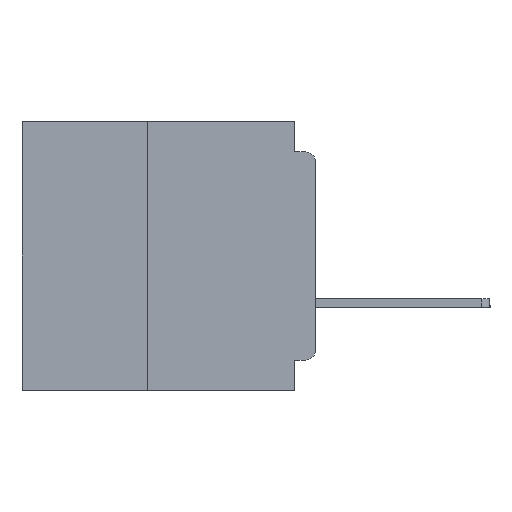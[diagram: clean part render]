
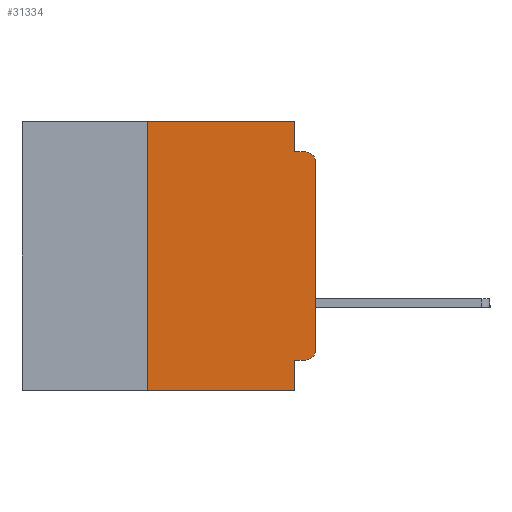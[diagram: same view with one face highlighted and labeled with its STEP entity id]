
A CAD part, left-side view. The second image highlights one B-rep face of the part: STEP entity #31334.
In plain terms, the highlighted planar face has unit normal (-1, 0, 0).
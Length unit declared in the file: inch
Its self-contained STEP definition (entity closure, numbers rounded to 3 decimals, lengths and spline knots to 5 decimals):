
#652 = ORIENTED_EDGE ( 'NONE', *, *, #22656, .T. ) ;
#657 = EDGE_CURVE ( 'NONE', #11108, #7114, #7098, .T. ) ;
#1109 = VERTEX_POINT ( 'NONE', #11198 ) ;
#1620 = CARTESIAN_POINT ( 'NONE',  ( 0., 0., -0.06 ) ) ;
#2787 = PLANE ( 'NONE',  #11406 ) ;
#2854 = ORIENTED_EDGE ( 'NONE', *, *, #35340, .T. ) ;
#3092 = VERTEX_POINT ( 'NONE', #4955 ) ;
#3255 = ORIENTED_EDGE ( 'NONE', *, *, #11284, .F. ) ;
#4002 = VECTOR ( 'NONE', #31586, 39.37008 ) ;
#4069 = VECTOR ( 'NONE', #25189, 39.37008 ) ;
#4390 = VERTEX_POINT ( 'NONE', #24930 ) ;
#4688 = CIRCLE ( 'NONE', #19292, 0.015 ) ;
#4955 = CARTESIAN_POINT ( 'NONE',  ( 0., 0., -0.34 ) ) ;
#5060 = EDGE_CURVE ( 'NONE', #3092, #11108, #33883, .T. ) ;
#5455 = VERTEX_POINT ( 'NONE', #21587 ) ;
#5585 = DIRECTION ( 'NONE',  ( 0., 0., -1. ) ) ;
#6055 = CARTESIAN_POINT ( 'NONE',  ( 0., 0.031, -0.045 ) ) ;
#6341 = VERTEX_POINT ( 'NONE', #6055 ) ;
#6376 = CARTESIAN_POINT ( 'NONE',  ( 0., 0.015, -0.045 ) ) ;
#6382 = VECTOR ( 'NONE', #14474, 39.37008 ) ;
#7098 = CIRCLE ( 'NONE', #19012, 0.015 ) ;
#7114 = VERTEX_POINT ( 'NONE', #6376 ) ;
#8467 = DIRECTION ( 'NONE',  ( 0., 0., -1. ) ) ;
#9077 = EDGE_LOOP ( 'NONE', ( #29477, #34627, #23207, #3255, #13311, #20243, #2854, #13666, #30379, #652 ) ) ;
#9579 = CARTESIAN_POINT ( 'NONE',  ( 0., 0.25, -0.4 ) ) ;
#10396 = LINE ( 'NONE', #35795, #30599 ) ;
#10591 = CARTESIAN_POINT ( 'NONE',  ( 0., 0.25, 0. ) ) ;
#11108 = VERTEX_POINT ( 'NONE', #1620 ) ;
#11198 = CARTESIAN_POINT ( 'NONE',  ( 0., 0.031, 0. ) ) ;
#11284 = EDGE_CURVE ( 'NONE', #1109, #6341, #21036, .T. ) ;
#11406 = AXIS2_PLACEMENT_3D ( 'NONE', #22247, #24973, #8467 ) ;
#11927 = EDGE_CURVE ( 'NONE', #6341, #7114, #34219, .T. ) ;
#13311 = ORIENTED_EDGE ( 'NONE', *, *, #20393, .F. ) ;
#13613 = CARTESIAN_POINT ( 'NONE',  ( 0., 0.015, -0.34 ) ) ;
#13666 = ORIENTED_EDGE ( 'NONE', *, *, #30669, .F. ) ;
#13826 = DIRECTION ( 'NONE',  ( 0., 0., -1. ) ) ;
#13834 = DIRECTION ( 'NONE',  ( -1., 0., 0. ) ) ;
#14474 = DIRECTION ( 'NONE',  ( 0., 0., 1. ) ) ;
#16310 = DIRECTION ( 'NONE',  ( 0., 0., -1. ) ) ;
#16409 = DIRECTION ( 'NONE',  ( 0., 0., -1. ) ) ;
#16989 = CARTESIAN_POINT ( 'NONE',  ( 0., 0.437, 0. ) ) ;
#17030 = CARTESIAN_POINT ( 'NONE',  ( 0., 0., -0.355 ) ) ;
#17312 = DIRECTION ( 'NONE',  ( 0., -1., 0. ) ) ;
#17831 = CARTESIAN_POINT ( 'NONE',  ( 0., 0.25, -0.4 ) ) ;
#18364 = CARTESIAN_POINT ( 'NONE',  ( 0., 0.015, -0.06 ) ) ;
#19012 = AXIS2_PLACEMENT_3D ( 'NONE', #18364, #13834, #13826 ) ;
#19292 = AXIS2_PLACEMENT_3D ( 'NONE', #13613, #32825, #16409 ) ;
#19432 = EDGE_CURVE ( 'NONE', #34877, #32316, #33325, .T. ) ;
#19688 = LINE ( 'NONE', #17030, #4069 ) ;
#19741 = CARTESIAN_POINT ( 'NONE',  ( 0., 0., -0.045 ) ) ;
#19766 = DIRECTION ( 'NONE',  ( 0., -1., 0. ) ) ;
#20243 = ORIENTED_EDGE ( 'NONE', *, *, #19432, .F. ) ;
#20393 = EDGE_CURVE ( 'NONE', #32316, #1109, #35417, .T. ) ;
#21036 = LINE ( 'NONE', #32727, #27413 ) ;
#21587 = CARTESIAN_POINT ( 'NONE',  ( 0., 0.031, -0.355 ) ) ;
#22247 = CARTESIAN_POINT ( 'NONE',  ( 0., 0.437, 0. ) ) ;
#22656 = EDGE_CURVE ( 'NONE', #34731, #3092, #4688, .T. ) ;
#22841 = FACE_OUTER_BOUND ( 'NONE', #9077, .T. ) ;
#23207 = ORIENTED_EDGE ( 'NONE', *, *, #11927, .F. ) ;
#24930 = CARTESIAN_POINT ( 'NONE',  ( 0., 0.031, -0.4 ) ) ;
#24973 = DIRECTION ( 'NONE',  ( 1., 0., 0. ) ) ;
#25189 = DIRECTION ( 'NONE',  ( 0., 1., 0. ) ) ;
#26574 = EDGE_CURVE ( 'NONE', #34731, #5455, #19688, .T. ) ;
#26940 = VECTOR ( 'NONE', #27964, 39.37008 ) ;
#27413 = VECTOR ( 'NONE', #16310, 39.37008 ) ;
#27964 = DIRECTION ( 'NONE',  ( 0., -1., 0. ) ) ;
#28094 = VECTOR ( 'NONE', #19766, 39.37008 ) ;
#28207 = CARTESIAN_POINT ( 'NONE',  ( 0., 0.437, -0.4 ) ) ;
#29477 = ORIENTED_EDGE ( 'NONE', *, *, #5060, .T. ) ;
#30379 = ORIENTED_EDGE ( 'NONE', *, *, #26574, .F. ) ;
#30599 = VECTOR ( 'NONE', #5585, 39.37008 ) ;
#30669 = EDGE_CURVE ( 'NONE', #5455, #4390, #10396, .T. ) ;
#30933 = CARTESIAN_POINT ( 'NONE',  ( 0., 0., 0. ) ) ;
#31334 = ADVANCED_FACE ( 'NONE', ( #22841 ), #2787, .F. ) ;
#31586 = DIRECTION ( 'NONE',  ( 0., 0., 1. ) ) ;
#31593 = VECTOR ( 'NONE', #17312, 39.37008 ) ;
#32316 = VERTEX_POINT ( 'NONE', #10591 ) ;
#32435 = LINE ( 'NONE', #28207, #31593 ) ;
#32727 = CARTESIAN_POINT ( 'NONE',  ( 0., 0.031, 0. ) ) ;
#32825 = DIRECTION ( 'NONE',  ( -1., 0., 0. ) ) ;
#33325 = LINE ( 'NONE', #9579, #4002 ) ;
#33535 = CARTESIAN_POINT ( 'NONE',  ( 0., 0.015, -0.355 ) ) ;
#33883 = LINE ( 'NONE', #30933, #6382 ) ;
#34219 = LINE ( 'NONE', #19741, #26940 ) ;
#34627 = ORIENTED_EDGE ( 'NONE', *, *, #657, .T. ) ;
#34731 = VERTEX_POINT ( 'NONE', #33535 ) ;
#34877 = VERTEX_POINT ( 'NONE', #17831 ) ;
#35340 = EDGE_CURVE ( 'NONE', #34877, #4390, #32435, .T. ) ;
#35417 = LINE ( 'NONE', #16989, #28094 ) ;
#35795 = CARTESIAN_POINT ( 'NONE',  ( 0., 0.031, -0.4 ) ) ;
